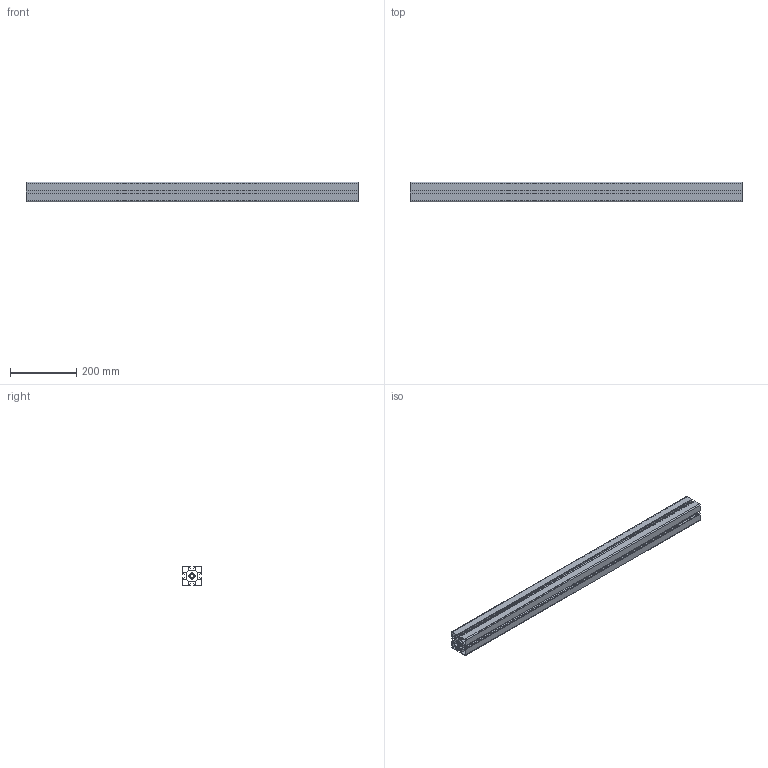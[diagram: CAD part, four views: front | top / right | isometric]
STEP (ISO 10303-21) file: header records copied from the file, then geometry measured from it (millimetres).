
FILE_DESCRIPTION(('STEP AP214'),'1');
FILE_NAME('cctmp_35F31AA8-F90A-4556-B756-39F58C7A8F7A_2020_1_20_8_52_30_164..stp','2020-01-20T07:52:30',('Bosch Rexroth AG'),('CADClick - www.CADClick.com'),'Spatial InterOp 3D',' ','unknown authorization - (Healing Option Enabled)');
FILE_SCHEMA(('AUTOMOTIVE_DESIGN'));
Length unit declared in the file: millimetre
Products named in the file (1): 2020_01_20__08-52-30-164
Bounding box: 1000 x 60 x 60 mm (x, y, z)
Volume: 956051.2 mm3; surface area: 995490.2 mm2
Topology: 1 solids, 1 shells, 170 faces, 504 edges, 336 vertices
Faces by surface type: plane 142, cylinder 28
Entity records: 7044 total; most frequent: CARTESIAN_POINT 1011, ORIENTED_EDGE 1008, DIRECTION 902, EDGE_CURVE 504, LINE 448, VECTOR 448, VERTEX_POINT 336, AXIS2_PLACEMENT_3D 227
